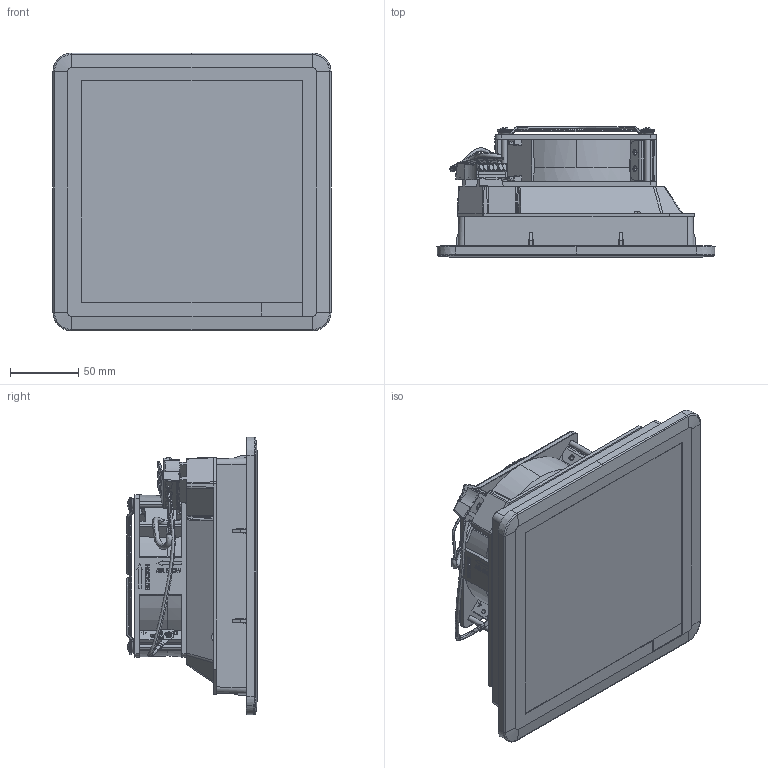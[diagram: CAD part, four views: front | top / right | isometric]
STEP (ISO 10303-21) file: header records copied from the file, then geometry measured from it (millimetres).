
FILE_DESCRIPTION (( 'STEP AP214' ), '1' );
FILE_NAME ('FF13PA115UF.STEP', '2022-07-27T12:51:39', ( '' ), ( '' ), 'SwSTEP 2.0', 'SolidWorks 2021', '' );
FILE_SCHEMA (( 'AUTOMOTIVE_DESIGN' ));
Length unit declared in the file: inch
Products named in the file (1): FF13PA115UF
Bounding box: 203.91 x 95.5 x 203.89 mm (x, y, z)
Volume: 1895677.3 mm3; surface area: 167956.8 mm2
Topology: 12 solids, 12 shells, 1675 faces, 4696 edges, 3093 vertices
Faces by surface type: plane 1026, cylinder 321, bspline 265, cone 63
Entity records: 84028 total; most frequent: CARTESIAN_POINT 43724, ORIENTED_EDGE 9372, DIRECTION 6744, EDGE_CURVE 4686, VERTEX_POINT 3093, LINE 2860, VECTOR 2860, AXIS2_PLACEMENT_3D 1942
